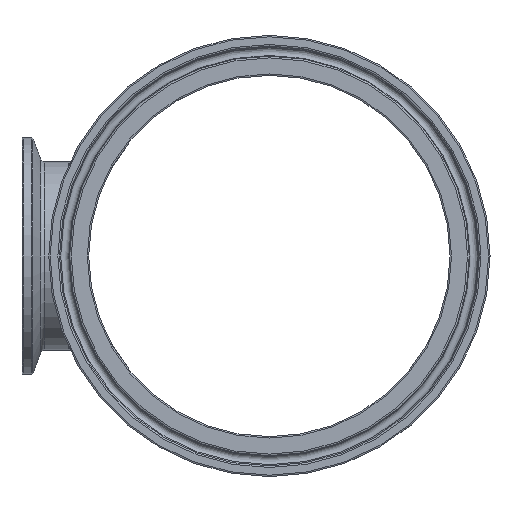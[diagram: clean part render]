
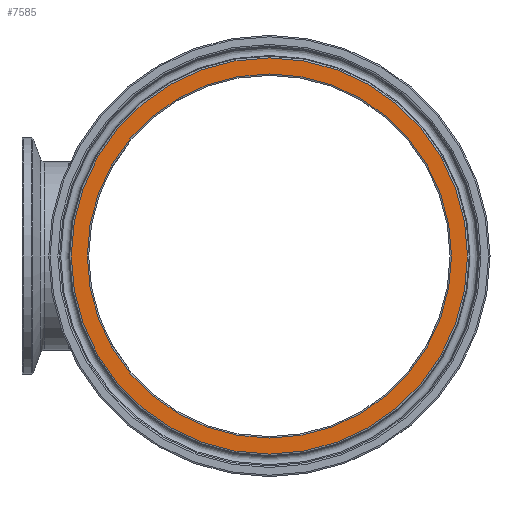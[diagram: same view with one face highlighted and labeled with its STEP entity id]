
A CAD part, left-side view. The second image highlights one B-rep face of the part: STEP entity #7585.
In plain terms, the highlighted planar face has unit normal (-1, 0, 0).
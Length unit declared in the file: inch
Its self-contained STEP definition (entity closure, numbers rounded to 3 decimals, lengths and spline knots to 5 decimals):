
#183=FACE_BOUND('',#1480,.T.);
#375=PLANE('',#8066);
#967=FACE_OUTER_BOUND('',#1479,.T.);
#1479=EDGE_LOOP('',(#6997));
#1480=EDGE_LOOP('',(#6998));
#3034=CIRCLE('',#8065,1.932);
#3035=CIRCLE('',#8067,2.10216);
#3776=VERTEX_POINT('',#16295);
#3777=VERTEX_POINT('',#16298);
#4859=EDGE_CURVE('',#3776,#3776,#3034,.T.);
#4860=EDGE_CURVE('',#3777,#3777,#3035,.T.);
#6997=ORIENTED_EDGE('',*,*,#4860,.F.);
#6998=ORIENTED_EDGE('',*,*,#4859,.F.);
#7585=ADVANCED_FACE('',(#967,#183),#375,.T.);
#8065=AXIS2_PLACEMENT_3D('',#16296,#9509,#9510);
#8066=AXIS2_PLACEMENT_3D('',#16297,#9511,#9512);
#8067=AXIS2_PLACEMENT_3D('',#16299,#9513,#9514);
#9509=DIRECTION('center_axis',(-1.,0.,0.));
#9510=DIRECTION('ref_axis',(0.,-1.,0.));
#9511=DIRECTION('center_axis',(-1.,0.,0.));
#9512=DIRECTION('ref_axis',(0.,0.,1.));
#9513=DIRECTION('center_axis',(1.,0.,0.));
#9514=DIRECTION('ref_axis',(0.,-1.,0.));
#16295=CARTESIAN_POINT('',(-4.75,1.932,0.));
#16296=CARTESIAN_POINT('Origin',(-4.75,0.,0.));
#16297=CARTESIAN_POINT('Origin',(-4.75,2.11616,0.));
#16298=CARTESIAN_POINT('',(-4.75,2.10216,0.));
#16299=CARTESIAN_POINT('Origin',(-4.75,0.,0.));
